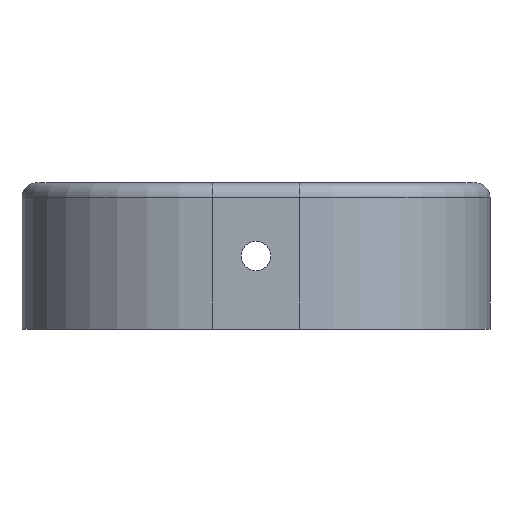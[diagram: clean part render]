
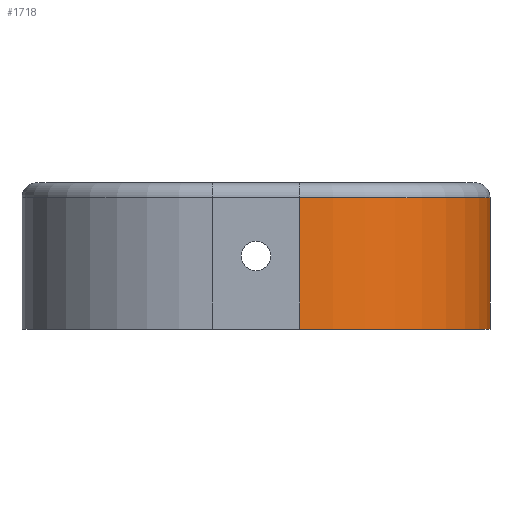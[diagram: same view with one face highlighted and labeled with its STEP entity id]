
A CAD part, front view. The second image highlights one B-rep face of the part: STEP entity #1718.
In plain terms, the highlighted cylindrical face has radius 65 mm (diameter 130 mm), a partial arc.
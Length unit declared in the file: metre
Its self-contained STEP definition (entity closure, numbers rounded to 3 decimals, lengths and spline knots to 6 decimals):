
#284=CARTESIAN_POINT('',(0.015,-0.085,-0.025));
#285=DIRECTION('',(0.,0.,1.));
#286=DIRECTION('',(0.,-1.,0.));
#287=AXIS2_PLACEMENT_3D('',#284,#285,#286);
#418=DIRECTION('',(0.,0.,-1.));
#419=VECTOR('',#418,0.045);
#420=CARTESIAN_POINT('',(0.08,-0.085,0.02));
#421=LINE('',#420,#419);
#422=CARTESIAN_POINT('',(0.015,-0.085,0.02));
#423=DIRECTION('',(0.,0.,1.));
#424=DIRECTION('',(0.,-1.,0.));
#425=AXIS2_PLACEMENT_3D('',#422,#423,#424);
#441=DIRECTION('',(0.,0.,-1.));
#442=VECTOR('',#441,0.045);
#443=CARTESIAN_POINT('',(0.015,-0.15,0.02));
#444=LINE('',#443,#442);
#961=CARTESIAN_POINT('',(0.08,-0.085,-0.025));
#963=VERTEX_POINT('',#961);
#974=CARTESIAN_POINT('',(0.015,-0.15,-0.025));
#976=VERTEX_POINT('',#974);
#1051=CARTESIAN_POINT('',(0.015,-0.15,0.02));
#1052=VERTEX_POINT('',#1051);
#1055=CARTESIAN_POINT('',(0.08,-0.085,0.02));
#1056=VERTEX_POINT('',#1055);
#1706=CARTESIAN_POINT('',(0.015,-0.085,0.108216));
#1707=DIRECTION('',(0.,0.,-1.));
#1708=DIRECTION('',(1.,0.,0.));
#1709=AXIS2_PLACEMENT_3D('',#1706,#1707,#1708);
#1710=CYLINDRICAL_SURFACE('',#1709,0.065);
#1711=ORIENTED_EDGE('',*,*,#1674,.T.);
#1712=ORIENTED_EDGE('',*,*,#1701,.T.);
#1713=ORIENTED_EDGE('',*,*,#1508,.F.);
#1715=ORIENTED_EDGE('',*,*,#1714,.F.);
#1716=EDGE_LOOP('',(#1711,#1712,#1713,#1715));
#1717=FACE_OUTER_BOUND('',#1716,.F.);
#1718=ADVANCED_FACE('',(#1717),#1710,.T.);
#288=CIRCLE('',#287,0.065);
#426=CIRCLE('',#425,0.065);
#1508=EDGE_CURVE('',#976,#963,#288,.T.);
#1674=EDGE_CURVE('',#1052,#1056,#426,.T.);
#1701=EDGE_CURVE('',#1056,#963,#421,.T.);
#1714=EDGE_CURVE('',#1052,#976,#444,.T.);
